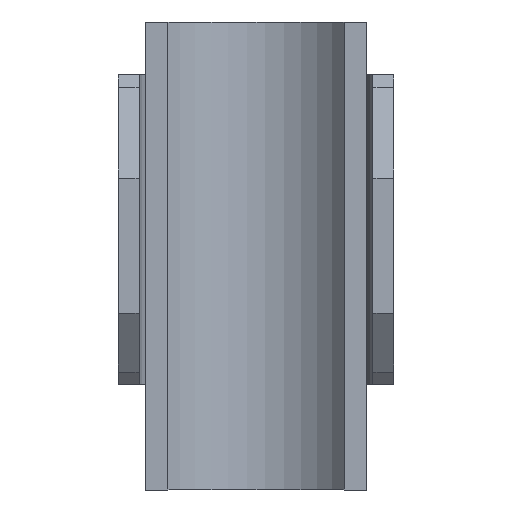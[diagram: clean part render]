
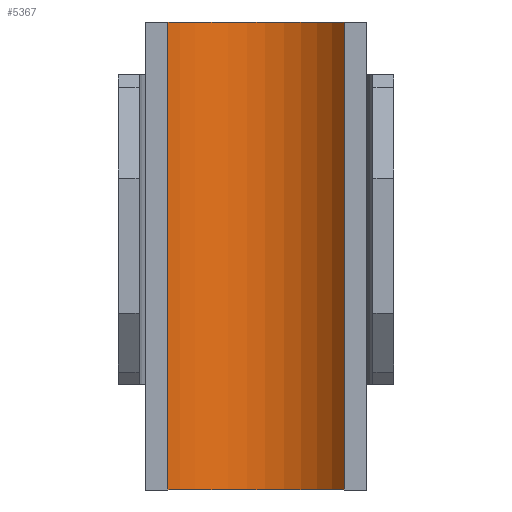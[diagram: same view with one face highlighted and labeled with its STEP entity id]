
A CAD part, front view. The second image highlights one B-rep face of the part: STEP entity #5367.
In plain terms, the highlighted cylindrical face has radius 8 mm (diameter 16 mm), a partial arc.
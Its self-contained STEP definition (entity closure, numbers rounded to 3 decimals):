
#38 = CIRCLE ( 'NONE', #2562, 8. ) ;
#366 = VERTEX_POINT ( 'NONE', #2895 ) ;
#589 = CARTESIAN_POINT ( 'NONE',  ( 6.4, -3.2, 17. ) ) ;
#792 = DIRECTION ( 'NONE',  ( 0., 0., -1. ) ) ;
#810 = EDGE_CURVE ( 'NONE', #8527, #366, #8488, .T. ) ;
#976 = FACE_OUTER_BOUND ( 'NONE', #6732, .T. ) ;
#1505 = CARTESIAN_POINT ( 'NONE',  ( 0., -8., 17. ) ) ;
#1525 = AXIS2_PLACEMENT_3D ( 'NONE', #3410, #6442, #9478 ) ;
#1880 = EDGE_CURVE ( 'NONE', #6735, #2233, #7745, .T. ) ;
#2233 = VERTEX_POINT ( 'NONE', #4414 ) ;
#2345 = DIRECTION ( 'NONE',  ( 0., 0., -1. ) ) ;
#2433 = CARTESIAN_POINT ( 'NONE',  ( 6.4, -3.2, 17. ) ) ;
#2562 = AXIS2_PLACEMENT_3D ( 'NONE', #1505, #2345, #7647 ) ;
#2662 = CARTESIAN_POINT ( 'NONE',  ( -6.4, -3.2, 17. ) ) ;
#2784 = ORIENTED_EDGE ( 'NONE', *, *, #1880, .T. ) ;
#2834 = VECTOR ( 'NONE', #792, 1000. ) ;
#2895 = CARTESIAN_POINT ( 'NONE',  ( 6.4, -3.2, -17. ) ) ;
#3335 = CARTESIAN_POINT ( 'NONE',  ( -6.4, -3.2, 17. ) ) ;
#3410 = CARTESIAN_POINT ( 'NONE',  ( 0., -8., -17. ) ) ;
#3998 = DIRECTION ( 'NONE',  ( 0., 0., -1. ) ) ;
#4220 = CIRCLE ( 'NONE', #1525, 8. ) ;
#4414 = CARTESIAN_POINT ( 'NONE',  ( -6.4, -3.2, -17. ) ) ;
#5367 = ADVANCED_FACE ( 'NONE', ( #976 ), #6473, .F. ) ;
#5377 = AXIS2_PLACEMENT_3D ( 'NONE', #6290, #3998, #9507 ) ;
#5986 = ORIENTED_EDGE ( 'NONE', *, *, #810, .F. ) ;
#6290 = CARTESIAN_POINT ( 'NONE',  ( 0., -8., 17. ) ) ;
#6442 = DIRECTION ( 'NONE',  ( 0., 0., -1. ) ) ;
#6473 = CYLINDRICAL_SURFACE ( 'NONE', #5377, 8. ) ;
#6615 = ORIENTED_EDGE ( 'NONE', *, *, #7507, .F. ) ;
#6732 = EDGE_LOOP ( 'NONE', ( #7060, #5986, #6615, #2784 ) ) ;
#6735 = VERTEX_POINT ( 'NONE', #2662 ) ;
#7060 = ORIENTED_EDGE ( 'NONE', *, *, #9396, .T. ) ;
#7507 = EDGE_CURVE ( 'NONE', #6735, #8527, #38, .T. ) ;
#7647 = DIRECTION ( 'NONE',  ( 1., 0., 0. ) ) ;
#7745 = LINE ( 'NONE', #3335, #9572 ) ;
#8488 = LINE ( 'NONE', #2433, #2834 ) ;
#8527 = VERTEX_POINT ( 'NONE', #589 ) ;
#9396 = EDGE_CURVE ( 'NONE', #2233, #366, #4220, .T. ) ;
#9399 = DIRECTION ( 'NONE',  ( 0., 0., -1. ) ) ;
#9478 = DIRECTION ( 'NONE',  ( 1., 0., 0. ) ) ;
#9507 = DIRECTION ( 'NONE',  ( -1., 0., 0. ) ) ;
#9572 = VECTOR ( 'NONE', #9399, 1000. ) ;
